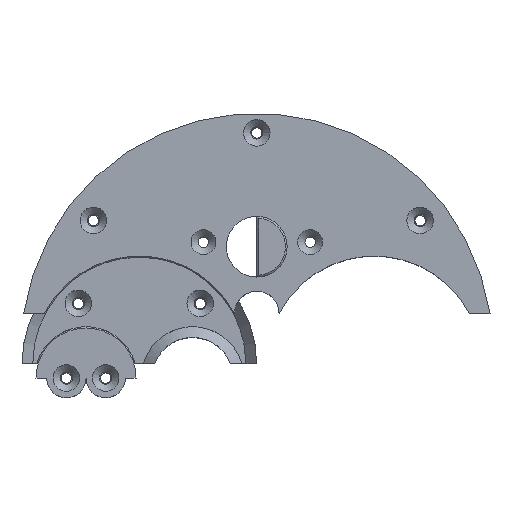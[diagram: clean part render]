
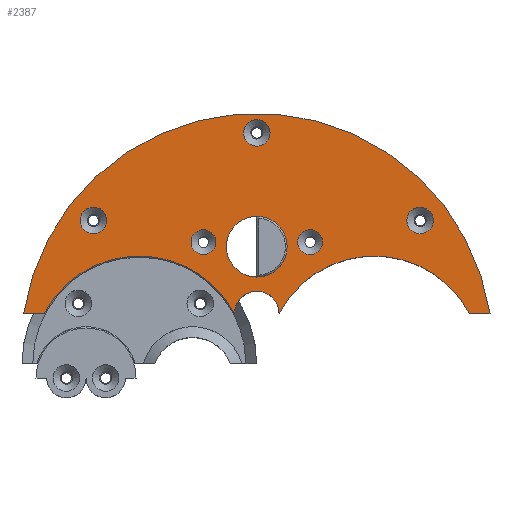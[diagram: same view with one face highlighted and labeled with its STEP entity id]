
A CAD part, top view. The second image highlights one B-rep face of the part: STEP entity #2387.
In plain terms, the highlighted planar face has unit normal (0, 0, 1).
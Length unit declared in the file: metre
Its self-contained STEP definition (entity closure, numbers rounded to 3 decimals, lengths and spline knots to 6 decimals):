
#213=CIRCLE('',#2666,0.008465);
#214=CIRCLE('',#2667,0.0037);
#215=CIRCLE('',#2668,0.0037);
#216=CIRCLE('',#2669,0.0037);
#217=CIRCLE('',#2670,0.00345);
#218=CIRCLE('',#2671,0.00345);
#219=CIRCLE('',#2672,0.006217);
#220=CIRCLE('',#2673,0.03);
#221=CIRCLE('',#2674,0.065765);
#222=CIRCLE('',#2675,0.03);
#521=ORIENTED_EDGE('',*,*,#1080,.T.);
#522=ORIENTED_EDGE('',*,*,#1081,.T.);
#523=ORIENTED_EDGE('',*,*,#1082,.T.);
#524=ORIENTED_EDGE('',*,*,#1083,.T.);
#525=ORIENTED_EDGE('',*,*,#1084,.T.);
#526=ORIENTED_EDGE('',*,*,#1085,.T.);
#527=ORIENTED_EDGE('',*,*,#1086,.F.);
#528=ORIENTED_EDGE('',*,*,#1087,.T.);
#529=ORIENTED_EDGE('',*,*,#1088,.F.);
#530=ORIENTED_EDGE('',*,*,#1089,.T.);
#531=ORIENTED_EDGE('',*,*,#1090,.F.);
#532=ORIENTED_EDGE('',*,*,#1091,.F.);
#1080=EDGE_CURVE('',#1379,#1379,#213,.T.);
#1081=EDGE_CURVE('',#1380,#1380,#214,.T.);
#1082=EDGE_CURVE('',#1381,#1381,#215,.T.);
#1083=EDGE_CURVE('',#1382,#1382,#216,.T.);
#1084=EDGE_CURVE('',#1383,#1383,#217,.T.);
#1085=EDGE_CURVE('',#1384,#1384,#218,.T.);
#1086=EDGE_CURVE('',#1385,#1386,#219,.T.);
#1087=EDGE_CURVE('',#1385,#1387,#220,.T.);
#1088=EDGE_CURVE('',#1388,#1387,#1575,.T.);
#1089=EDGE_CURVE('',#1388,#1389,#221,.T.);
#1090=EDGE_CURVE('',#1390,#1389,#1576,.T.);
#1091=EDGE_CURVE('',#1386,#1390,#222,.T.);
#1379=VERTEX_POINT('',#3946);
#1380=VERTEX_POINT('',#3948);
#1381=VERTEX_POINT('',#3950);
#1382=VERTEX_POINT('',#3952);
#1383=VERTEX_POINT('',#3954);
#1384=VERTEX_POINT('',#3956);
#1385=VERTEX_POINT('',#3958);
#1386=VERTEX_POINT('',#3959);
#1387=VERTEX_POINT('',#3961);
#1388=VERTEX_POINT('',#3963);
#1389=VERTEX_POINT('',#3965);
#1390=VERTEX_POINT('',#3967);
#1575=LINE('',#3962,#1726);
#1576=LINE('',#3966,#1727);
#1726=VECTOR('',#3124,1.);
#1727=VECTOR('',#3127,1.);
#1916=EDGE_LOOP('',(#521));
#1917=EDGE_LOOP('',(#522));
#1918=EDGE_LOOP('',(#523));
#1919=EDGE_LOOP('',(#524));
#1920=EDGE_LOOP('',(#525));
#1921=EDGE_LOOP('',(#526));
#1922=EDGE_LOOP('',(#527,#528,#529,#530,#531,#532));
#2140=FACE_BOUND('',#1916,.T.);
#2141=FACE_BOUND('',#1917,.T.);
#2142=FACE_BOUND('',#1918,.T.);
#2143=FACE_BOUND('',#1919,.T.);
#2144=FACE_BOUND('',#1920,.T.);
#2145=FACE_BOUND('',#1921,.T.);
#2146=FACE_BOUND('',#1922,.T.);
#2300=PLANE('',#2665);
#2387=ADVANCED_FACE('',(#2140,#2141,#2142,#2143,#2144,#2145,#2146),#2300,
 .F.);
#2665=AXIS2_PLACEMENT_3D('',#3944,#3106,#3107);
#2666=AXIS2_PLACEMENT_3D('',#3945,#3108,#3109);
#2667=AXIS2_PLACEMENT_3D('',#3947,#3110,#3111);
#2668=AXIS2_PLACEMENT_3D('',#3949,#3112,#3113);
#2669=AXIS2_PLACEMENT_3D('',#3951,#3114,#3115);
#2670=AXIS2_PLACEMENT_3D('',#3953,#3116,#3117);
#2671=AXIS2_PLACEMENT_3D('',#3955,#3118,#3119);
#2672=AXIS2_PLACEMENT_3D('',#3957,#3120,#3121);
#2673=AXIS2_PLACEMENT_3D('',#3960,#3122,#3123);
#2674=AXIS2_PLACEMENT_3D('',#3964,#3125,#3126);
#2675=AXIS2_PLACEMENT_3D('',#3968,#3128,#3129);
#3106=DIRECTION('',(0.,0.,-1.));
#3107=DIRECTION('',(1.,0.,0.));
#3108=DIRECTION('',(0.,0.,-1.));
#3109=DIRECTION('',(-1.,0.,0.));
#3110=DIRECTION('',(0.,0.,-1.));
#3111=DIRECTION('',(-1.,0.,0.));
#3112=DIRECTION('',(0.,0.,-1.));
#3113=DIRECTION('',(-1.,0.,0.));
#3114=DIRECTION('',(0.,0.,-1.));
#3115=DIRECTION('',(-1.,0.,0.));
#3116=DIRECTION('',(0.,0.,-1.));
#3117=DIRECTION('',(-1.,0.,0.));
#3118=DIRECTION('',(0.,0.,-1.));
#3119=DIRECTION('',(-1.,0.,0.));
#3120=DIRECTION('',(0.,0.,1.));
#3121=DIRECTION('',(1.,0.,0.));
#3122=DIRECTION('',(0.,0.,-1.));
#3123=DIRECTION('',(-1.,0.,0.));
#3124=DIRECTION('',(-1.,0.,0.));
#3125=DIRECTION('',(0.,0.,1.));
#3126=DIRECTION('',(1.,0.,0.));
#3127=DIRECTION('',(-1.,0.,0.));
#3128=DIRECTION('',(0.,0.,1.));
#3129=DIRECTION('',(1.,0.,0.));
#3944=CARTESIAN_POINT('',(0.,0.032882,0.025));
#3945=CARTESIAN_POINT('',(0.,0.028595,0.025));
#3946=CARTESIAN_POINT('',(-0.008465,0.028595,0.025));
#3947=CARTESIAN_POINT('',(0.045527,0.035911,0.025));
#3948=CARTESIAN_POINT('',(0.041827,0.035911,0.025));
#3949=CARTESIAN_POINT('',(0.,0.060333,0.025));
#3950=CARTESIAN_POINT('',(-0.0037,0.060333,0.025));
#3951=CARTESIAN_POINT('',(-0.045527,0.035911,0.025));
#3952=CARTESIAN_POINT('',(-0.049227,0.035911,0.025));
#3953=CARTESIAN_POINT('',(-0.014873,0.029878,0.025));
#3954=CARTESIAN_POINT('',(-0.018323,0.029878,0.025));
#3955=CARTESIAN_POINT('',(0.014873,0.029878,0.025));
#3956=CARTESIAN_POINT('',(0.011423,0.029878,0.025));
#3957=CARTESIAN_POINT('',(0.,0.01,0.025));
#3958=CARTESIAN_POINT('',(0.006217,0.01,0.025));
#3959=CARTESIAN_POINT('',(-0.006217,0.01,0.025));
#3960=CARTESIAN_POINT('',(0.03275,-0.004,0.025));
#3961=CARTESIAN_POINT('',(0.059283,0.01,0.025));
#3962=CARTESIAN_POINT('',(-0.0325,0.01,0.025));
#3963=CARTESIAN_POINT('',(0.065,0.01,0.025));
#3964=CARTESIAN_POINT('',(0.,0.,0.025));
#3965=CARTESIAN_POINT('',(-0.065,0.01,0.025));
#3966=CARTESIAN_POINT('',(-0.0325,0.01,0.025));
#3967=CARTESIAN_POINT('',(-0.059283,0.01,0.025));
#3968=CARTESIAN_POINT('',(-0.03275,-0.004,0.025));
